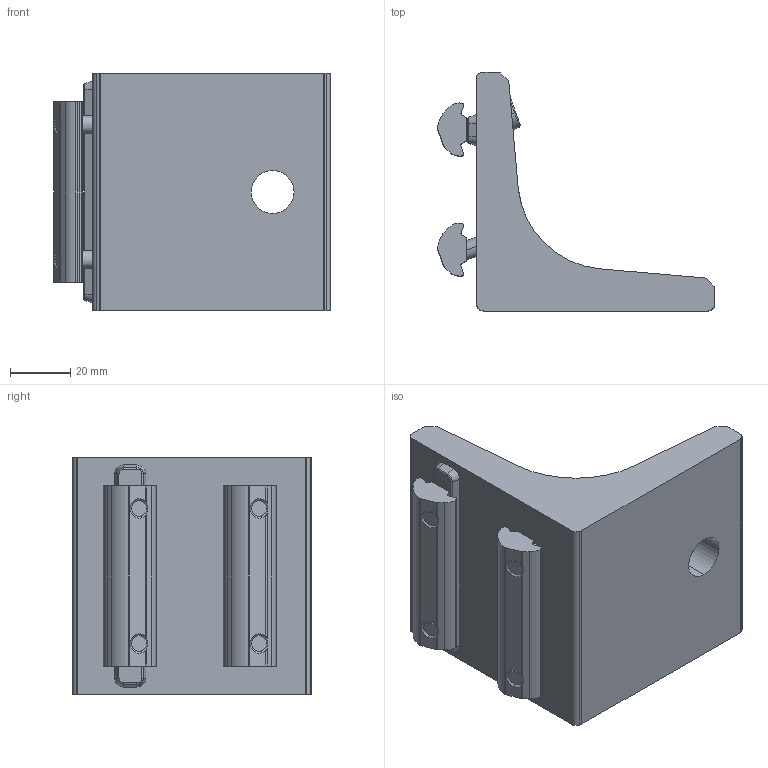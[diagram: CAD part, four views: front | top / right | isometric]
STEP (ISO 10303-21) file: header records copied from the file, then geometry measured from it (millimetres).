
FILE_DESCRIPTION (( 'STEP AP214' ), '1' );
FILE_NAME ('80mm Perp Floor Anchor Bracket Kit(40DFA-0421-002-01).STEP', '2023-08-15T20:47:28', ( '' ), ( '' ), 'SwSTEP 2.0', 'SolidWorks 2020', '' );
FILE_SCHEMA (( 'AUTOMOTIVE_DESIGN' ));
Length unit declared in the file: millimetre
Products named in the file (1): 80mm Perp Floor Anchor Bracket Kit(40DFA-0421-002-01)
Bounding box: 92.19 x 79.5 x 79 mm (x, y, z)
Volume: 174100.6 mm3; surface area: 39654.4 mm2
Topology: 7 solids, 7 shells, 258 faces, 636 edges, 396 vertices
Faces by surface type: cylinder 94, plane 84, cone 60, torus 20
Entity records: 10952 total; most frequent: CARTESIAN_POINT 1843, DIRECTION 1342, ORIENTED_EDGE 1256, EDGE_CURVE 628, AXIS2_PLACEMENT_3D 507, VERTEX_POINT 396, LINE 328, VECTOR 328
